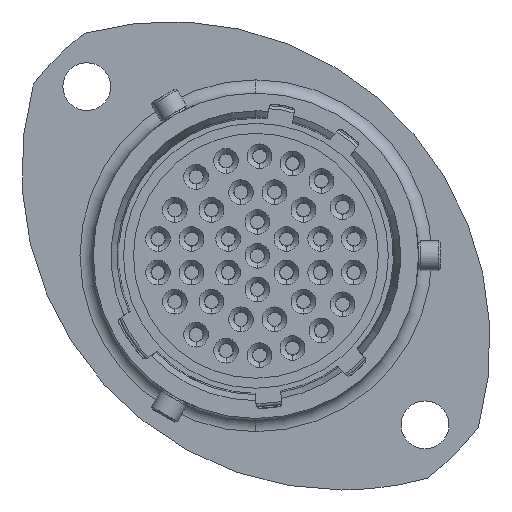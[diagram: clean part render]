
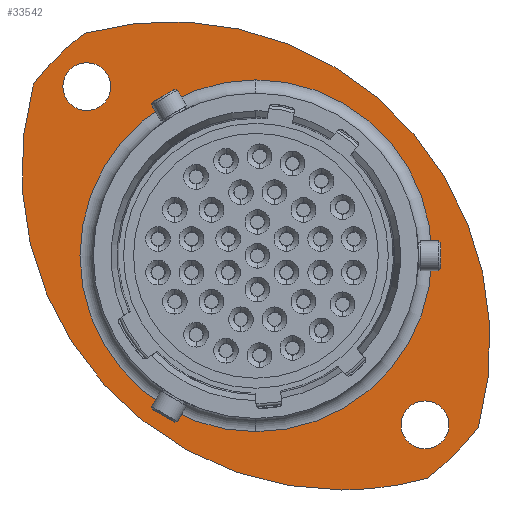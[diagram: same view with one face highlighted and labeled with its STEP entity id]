
A CAD part, left-side view. The second image highlights one B-rep face of the part: STEP entity #33542.
In plain terms, the highlighted planar face has unit normal (-1, 0, 0).
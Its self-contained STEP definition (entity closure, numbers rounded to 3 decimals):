
#182 = DIRECTION ( 'NONE',  ( -1., 0., 0. ) ) ;
#350 = CARTESIAN_POINT ( 'NONE',  ( 15.98, -15.118, -11.673 ) ) ;
#882 = EDGE_CURVE ( 'NONE', #12879, #11933, #40606, .T. ) ;
#1747 = CIRCLE ( 'NONE', #19208, 1.625 ) ;
#1762 = VERTEX_POINT ( 'NONE', #5501 ) ;
#2451 = CARTESIAN_POINT ( 'NONE',  ( 15.98, -11.49, -9.865 ) ) ;
#2625 = VERTEX_POINT ( 'NONE', #350 ) ;
#2692 = AXIS2_PLACEMENT_3D ( 'NONE', #12325, #35406, #15619 ) ;
#4021 = ORIENTED_EDGE ( 'NONE', *, *, #10856, .T. ) ;
#4465 = FACE_BOUND ( 'NONE', #11463, .T. ) ;
#5034 = CIRCLE ( 'NONE', #40874, 11.955 ) ;
#5358 = DIRECTION ( 'NONE',  ( -1., 0., 0. ) ) ;
#5501 = CARTESIAN_POINT ( 'NONE',  ( 15.98, -5.834, -15.916 ) ) ;
#6057 = CARTESIAN_POINT ( 'NONE',  ( 15.98, 11.49, 11.49 ) ) ;
#6228 = CIRCLE ( 'NONE', #33143, 1.625 ) ;
#6725 = CIRCLE ( 'NONE', #13279, 21.75 ) ;
#6945 = CARTESIAN_POINT ( 'NONE',  ( 15.98, 0., 0. ) ) ;
#6995 = VERTEX_POINT ( 'NONE', #23678 ) ;
#7114 = ORIENTED_EDGE ( 'NONE', *, *, #7901, .T. ) ;
#7502 = DIRECTION ( 'NONE',  ( -1., 0., 0. ) ) ;
#7881 = CIRCLE ( 'NONE', #30674, 19.1 ) ;
#7901 = EDGE_CURVE ( 'NONE', #13321, #38138, #5034, .T. ) ;
#8007 = ORIENTED_EDGE ( 'NONE', *, *, #10341, .T. ) ;
#9355 = DIRECTION ( 'NONE',  ( 0., 0., -1. ) ) ;
#9540 = CARTESIAN_POINT ( 'NONE',  ( 15.98, 5.834, -5.834 ) ) ;
#10039 = ORIENTED_EDGE ( 'NONE', *, *, #18443, .T. ) ;
#10097 = CIRCLE ( 'NONE', #38657, 1.625 ) ;
#10225 = DIRECTION ( 'NONE',  ( 0., 0., -1. ) ) ;
#10341 = EDGE_CURVE ( 'NONE', #6995, #2625, #7881, .T. ) ;
#10856 = EDGE_CURVE ( 'NONE', #11933, #1762, #6725, .T. ) ;
#11463 = EDGE_LOOP ( 'NONE', ( #40888, #41861 ) ) ;
#11824 = VERTEX_POINT ( 'NONE', #15037 ) ;
#11860 = AXIS2_PLACEMENT_3D ( 'NONE', #16472, #39558, #19769 ) ;
#11933 = VERTEX_POINT ( 'NONE', #35212 ) ;
#12056 = EDGE_CURVE ( 'NONE', #2625, #12879, #36292, .T. ) ;
#12325 = CARTESIAN_POINT ( 'NONE',  ( 15.98, -5.834, 5.834 ) ) ;
#12832 = DIRECTION ( 'NONE',  ( 0., 0., -1. ) ) ;
#12879 = VERTEX_POINT ( 'NONE', #40197 ) ;
#13126 = FACE_OUTER_BOUND ( 'NONE', #26490, .T. ) ;
#13279 = AXIS2_PLACEMENT_3D ( 'NONE', #27195, #7502, #30508 ) ;
#13321 = VERTEX_POINT ( 'NONE', #22539 ) ;
#14153 = CARTESIAN_POINT ( 'NONE',  ( 15.98, 0., 0. ) ) ;
#14727 = DIRECTION ( 'NONE',  ( -1., 0., 0. ) ) ;
#15037 = CARTESIAN_POINT ( 'NONE',  ( 15.98, 11.49, 13.115 ) ) ;
#15311 = CIRCLE ( 'NONE', #26304, 1.625 ) ;
#15619 = DIRECTION ( 'NONE',  ( 0., 0., -1. ) ) ;
#16472 = CARTESIAN_POINT ( 'NONE',  ( 15.98, 0., 0. ) ) ;
#16623 = EDGE_CURVE ( 'NONE', #22306, #35249, #6228, .T. ) ;
#17019 = ORIENTED_EDGE ( 'NONE', *, *, #36073, .F. ) ;
#17425 = DIRECTION ( 'NONE',  ( 0., 0., 1. ) ) ;
#17509 = VERTEX_POINT ( 'NONE', #40033 ) ;
#17607 = DIRECTION ( 'NONE',  ( 1., 0., 0. ) ) ;
#17832 = EDGE_LOOP ( 'NONE', ( #21643, #17019 ) ) ;
#18236 = CARTESIAN_POINT ( 'NONE',  ( 15.98, 0., 0. ) ) ;
#18334 = AXIS2_PLACEMENT_3D ( 'NONE', #18236, #41313, #21547 ) ;
#18443 = EDGE_CURVE ( 'NONE', #1762, #6995, #24437, .T. ) ;
#19208 = AXIS2_PLACEMENT_3D ( 'NONE', #34485, #14727, #37802 ) ;
#19249 = AXIS2_PLACEMENT_3D ( 'NONE', #9540, #32558, #12832 ) ;
#19516 = EDGE_LOOP ( 'NONE', ( #7114, #25392 ) ) ;
#19769 = DIRECTION ( 'NONE',  ( 0., 0., -1. ) ) ;
#19778 = CARTESIAN_POINT ( 'NONE',  ( 15.98, -11.49, -11.49 ) ) ;
#20787 = EDGE_CURVE ( 'NONE', #17509, #11824, #10097, .T. ) ;
#21547 = DIRECTION ( 'NONE',  ( 0., 0., 1. ) ) ;
#21643 = ORIENTED_EDGE ( 'NONE', *, *, #16623, .F. ) ;
#21892 = FACE_BOUND ( 'NONE', #17832, .T. ) ;
#22306 = VERTEX_POINT ( 'NONE', #27216 ) ;
#22539 = CARTESIAN_POINT ( 'NONE',  ( 15.98, 0., -11.955 ) ) ;
#23112 = DIRECTION ( 'NONE',  ( 0., 0., -1. ) ) ;
#23678 = CARTESIAN_POINT ( 'NONE',  ( 15.98, -11.673, -15.118 ) ) ;
#24437 = CIRCLE ( 'NONE', #2692, 21.75 ) ;
#25023 = CARTESIAN_POINT ( 'NONE',  ( 15.98, 11.49, 11.49 ) ) ;
#25392 = ORIENTED_EDGE ( 'NONE', *, *, #31654, .T. ) ;
#26304 = AXIS2_PLACEMENT_3D ( 'NONE', #6057, #29070, #9355 ) ;
#26490 = EDGE_LOOP ( 'NONE', ( #4021, #10039, #8007, #37239, #28849 ) ) ;
#27195 = CARTESIAN_POINT ( 'NONE',  ( 15.98, -5.834, 5.834 ) ) ;
#27216 = CARTESIAN_POINT ( 'NONE',  ( 15.98, -11.49, -13.115 ) ) ;
#28333 = DIRECTION ( 'NONE',  ( 0., 0., -1. ) ) ;
#28849 = ORIENTED_EDGE ( 'NONE', *, *, #882, .T. ) ;
#29070 = DIRECTION ( 'NONE',  ( -1., 0., 0. ) ) ;
#29947 = DIRECTION ( 'NONE',  ( 1., 0., 0. ) ) ;
#30508 = DIRECTION ( 'NONE',  ( 0., 0., -1. ) ) ;
#30674 = AXIS2_PLACEMENT_3D ( 'NONE', #14153, #37218, #17425 ) ;
#31654 = EDGE_CURVE ( 'NONE', #38138, #13321, #35138, .T. ) ;
#32558 = DIRECTION ( 'NONE',  ( -1., 0., 0. ) ) ;
#33143 = AXIS2_PLACEMENT_3D ( 'NONE', #19778, #182, #23112 ) ;
#33542 = ADVANCED_FACE ( 'NONE', ( #39443, #4465, #21892, #13126 ), #40534, .F. ) ;
#34485 = CARTESIAN_POINT ( 'NONE',  ( 15.98, -11.49, -11.49 ) ) ;
#35138 = CIRCLE ( 'NONE', #11860, 11.955 ) ;
#35212 = CARTESIAN_POINT ( 'NONE',  ( 15.98, 15.118, 11.673 ) ) ;
#35249 = VERTEX_POINT ( 'NONE', #2451 ) ;
#35406 = DIRECTION ( 'NONE',  ( -1., 0., 0. ) ) ;
#36073 = EDGE_CURVE ( 'NONE', #35249, #22306, #1747, .T. ) ;
#36292 = CIRCLE ( 'NONE', #19249, 21.75 ) ;
#37218 = DIRECTION ( 'NONE',  ( -1., 0., 0. ) ) ;
#37239 = ORIENTED_EDGE ( 'NONE', *, *, #12056, .T. ) ;
#37380 = CARTESIAN_POINT ( 'NONE',  ( 15.98, 11.055, 0. ) ) ;
#37802 = DIRECTION ( 'NONE',  ( 0., 0., -1. ) ) ;
#38138 = VERTEX_POINT ( 'NONE', #41946 ) ;
#38657 = AXIS2_PLACEMENT_3D ( 'NONE', #25023, #5358, #28333 ) ;
#38800 = EDGE_CURVE ( 'NONE', #11824, #17509, #15311, .T. ) ;
#39443 = FACE_BOUND ( 'NONE', #19516, .T. ) ;
#39558 = DIRECTION ( 'NONE',  ( 1., 0., 0. ) ) ;
#40033 = CARTESIAN_POINT ( 'NONE',  ( 15.98, 11.49, 9.865 ) ) ;
#40197 = CARTESIAN_POINT ( 'NONE',  ( 15.98, 11.673, 15.118 ) ) ;
#40534 = PLANE ( 'NONE',  #42264 ) ;
#40606 = CIRCLE ( 'NONE', #18334, 19.1 ) ;
#40664 = DIRECTION ( 'NONE',  ( 0., 0., -1. ) ) ;
#40874 = AXIS2_PLACEMENT_3D ( 'NONE', #6945, #29947, #10225 ) ;
#40888 = ORIENTED_EDGE ( 'NONE', *, *, #20787, .F. ) ;
#41313 = DIRECTION ( 'NONE',  ( -1., 0., 0. ) ) ;
#41861 = ORIENTED_EDGE ( 'NONE', *, *, #38800, .F. ) ;
#41946 = CARTESIAN_POINT ( 'NONE',  ( 15.98, 0., 11.955 ) ) ;
#42264 = AXIS2_PLACEMENT_3D ( 'NONE', #37380, #17607, #40664 ) ;
